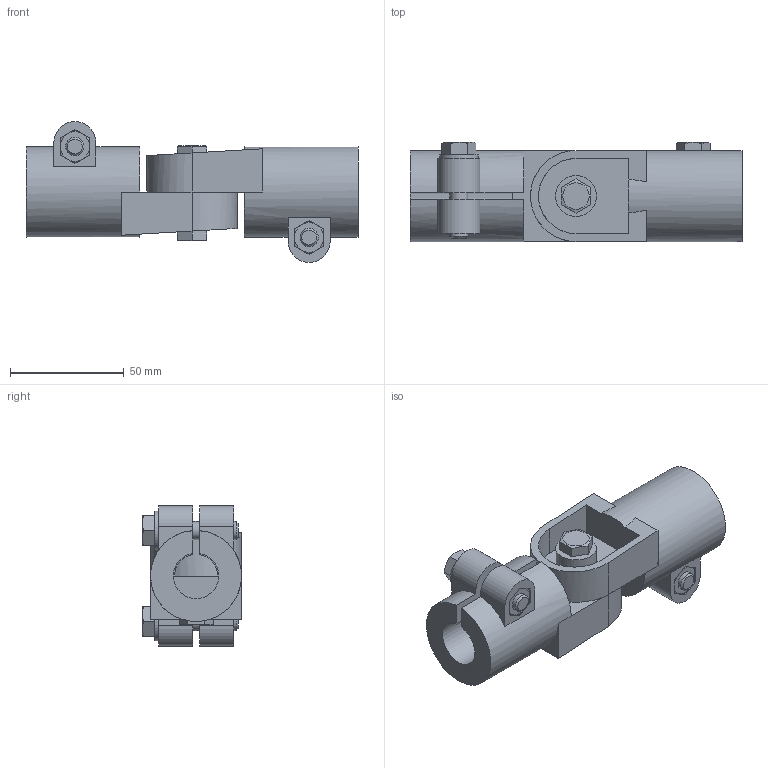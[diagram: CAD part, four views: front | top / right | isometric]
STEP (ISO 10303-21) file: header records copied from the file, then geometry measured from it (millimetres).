
FILE_DESCRIPTION( ( 'STEP AP214' ), '1' );
FILE_NAME( 'K0489.520.stp', '2020-12-08T10:28:26', ( '' ), ( '' ), ' ', 'PARTsolutions', ' ' );
FILE_SCHEMA( ( 'AUTOMOTIVE_DESIGN { 1 0 10303 214 1 1 1 1 }' ) );
Length unit declared in the file: millimetre
Products named in the file (4): K0489.520; _K0489.520_a; _K0870.08X35; _K1145.08
Assembly tree (4 placements, depth 2):
  K0489.520
    _K0489.520_a  x2
    _K0870.08X35
    _K1145.08
Bounding box: 146 x 43.6 x 62 mm (x, y, z)
Volume: 139737.7 mm3; surface area: 44839.2 mm2
Topology: 4 solids, 4 shells, 191 faces, 472 edges, 301 vertices
Faces by surface type: plane 108, cone 42, cylinder 41
Full cylindrical faces by diameter (mm): 6.647 x1, 8 x5, 9 x2, 11.6 x1, 17 x2, 18 x2
Entity records: 4314 total; most frequent: CARTESIAN_POINT 763, DIRECTION 526, ORIENTED_EDGE 518, EDGE_CURVE 259, AXIS2_PLACEMENT_3D 202, VERTEX_POINT 171, EDGE_LOOP 140, FACE_OUTER_BOUND 122
